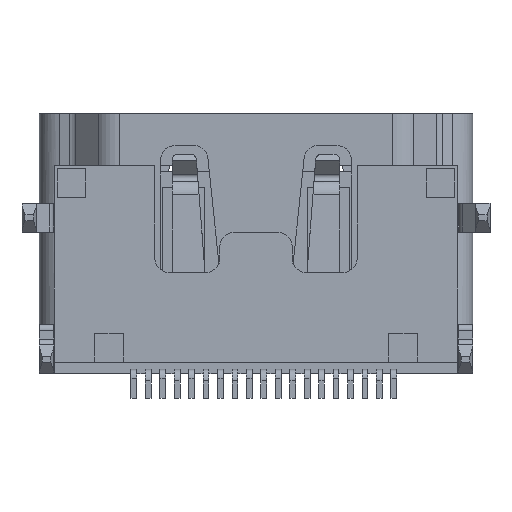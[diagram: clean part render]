
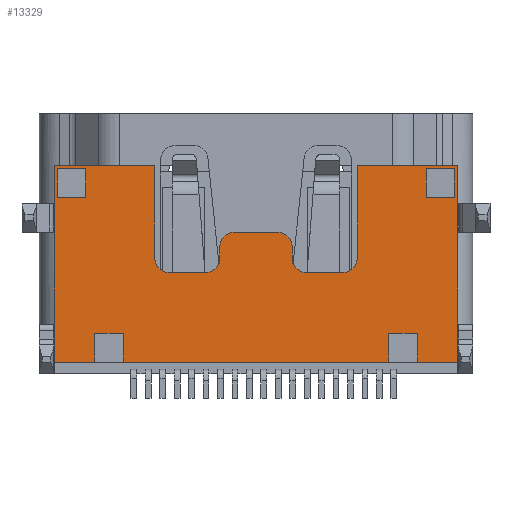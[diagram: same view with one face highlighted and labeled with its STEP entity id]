
A CAD part, front view. The second image highlights one B-rep face of the part: STEP entity #13329.
In plain terms, the highlighted planar face has unit normal (0, -1, 0).
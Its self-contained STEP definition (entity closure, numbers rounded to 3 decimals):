
#3505=DIRECTION('',(0.,0.,1.));
#3506=VECTOR('',#3505,6.8);
#3507=CARTESIAN_POINT('',(6.988,-3.2,-8.6));
#3508=LINE('',#3507,#3506);
#3521=DIRECTION('',(0.,0.,-1.));
#3522=VECTOR('',#3521,1.);
#3523=CARTESIAN_POINT('',(5.888,-3.2,-1.9));
#3524=LINE('',#3523,#3522);
#3525=DIRECTION('',(1.,0.,0.));
#3526=VECTOR('',#3525,1.);
#3527=CARTESIAN_POINT('',(5.888,-3.2,-2.9));
#3528=LINE('',#3527,#3526);
#3529=DIRECTION('',(0.,0.,1.));
#3530=VECTOR('',#3529,1.);
#3531=CARTESIAN_POINT('',(6.888,-3.2,-2.9));
#3532=LINE('',#3531,#3530);
#3533=DIRECTION('',(-1.,0.,0.));
#3534=VECTOR('',#3533,1.);
#3535=CARTESIAN_POINT('',(6.888,-3.2,-1.9));
#3536=LINE('',#3535,#3534);
#3537=DIRECTION('',(-1.,0.,0.));
#3538=VECTOR('',#3537,1.);
#3539=CARTESIAN_POINT('',(-5.888,-3.2,-1.9));
#3540=LINE('',#3539,#3538);
#3541=DIRECTION('',(0.,0.,-1.));
#3542=VECTOR('',#3541,1.);
#3543=CARTESIAN_POINT('',(-6.888,-3.2,-1.9));
#3544=LINE('',#3543,#3542);
#3545=DIRECTION('',(1.,0.,0.));
#3546=VECTOR('',#3545,1.);
#3547=CARTESIAN_POINT('',(-6.888,-3.2,-2.9));
#3548=LINE('',#3547,#3546);
#3549=DIRECTION('',(0.,0.,1.));
#3550=VECTOR('',#3549,1.);
#3551=CARTESIAN_POINT('',(-5.888,-3.2,-2.9));
#3552=LINE('',#3551,#3550);
#3553=DIRECTION('',(0.,0.,1.));
#3554=VECTOR('',#3553,1.);
#3555=CARTESIAN_POINT('',(-4.588,-3.2,-8.6));
#3556=LINE('',#3555,#3554);
#3557=DIRECTION('',(-1.,0.,0.));
#3558=VECTOR('',#3557,1.);
#3559=CARTESIAN_POINT('',(-4.588,-3.2,-7.6));
#3560=LINE('',#3559,#3558);
#3561=DIRECTION('',(0.,0.,1.));
#3562=VECTOR('',#3561,1.);
#3563=CARTESIAN_POINT('',(-5.588,-3.2,-8.6));
#3564=LINE('',#3563,#3562);
#3565=DIRECTION('',(1.,0.,0.));
#3566=VECTOR('',#3565,1.4);
#3567=CARTESIAN_POINT('',(-6.988,-3.2,-8.6));
#3568=LINE('',#3567,#3566);
#3569=DIRECTION('',(0.,0.,1.));
#3570=VECTOR('',#3569,6.8);
#3571=CARTESIAN_POINT('',(-6.988,-3.2,-8.6));
#3572=LINE('',#3571,#3570);
#3573=DIRECTION('',(0.,0.,-1.));
#3574=VECTOR('',#3573,3.2);
#3575=CARTESIAN_POINT('',(-3.5,-3.2,-1.8));
#3576=LINE('',#3575,#3574);
#3577=CARTESIAN_POINT('',(-3.,-3.2,-5.));
#3578=DIRECTION('',(0.,-1.,0.));
#3579=DIRECTION('',(-1.,0.,0.));
#3580=AXIS2_PLACEMENT_3D('',#3577,#3578,#3579);
#3582=DIRECTION('',(1.,0.,0.));
#3583=VECTOR('',#3582,1.25);
#3584=CARTESIAN_POINT('',(-3.,-3.2,-5.5));
#3585=LINE('',#3584,#3583);
#3586=CARTESIAN_POINT('',(-1.75,-3.2,-5.));
#3587=DIRECTION('',(0.,-1.,0.));
#3588=DIRECTION('',(0.,0.,-1.));
#3589=AXIS2_PLACEMENT_3D('',#3586,#3587,#3588);
#3591=DIRECTION('',(0.,0.,1.));
#3592=VECTOR('',#3591,0.4);
#3593=CARTESIAN_POINT('',(-1.25,-3.2,-5.));
#3594=LINE('',#3593,#3592);
#3595=CARTESIAN_POINT('',(-0.75,-3.2,-4.6));
#3596=DIRECTION('',(0.,-1.,0.));
#3597=DIRECTION('',(0.,0.,1.));
#3598=AXIS2_PLACEMENT_3D('',#3595,#3596,#3597);
#3600=DIRECTION('',(1.,0.,0.));
#3601=VECTOR('',#3600,1.5);
#3602=CARTESIAN_POINT('',(-0.75,-3.2,-4.1));
#3603=LINE('',#3602,#3601);
#3604=CARTESIAN_POINT('',(0.75,-3.2,-4.6));
#3605=DIRECTION('',(0.,-1.,0.));
#3606=DIRECTION('',(1.,0.,0.));
#3607=AXIS2_PLACEMENT_3D('',#3604,#3605,#3606);
#3609=DIRECTION('',(0.,0.,-1.));
#3610=VECTOR('',#3609,0.4);
#3611=CARTESIAN_POINT('',(1.25,-3.2,-4.6));
#3612=LINE('',#3611,#3610);
#3613=CARTESIAN_POINT('',(1.75,-3.2,-5.));
#3614=DIRECTION('',(0.,-1.,0.));
#3615=DIRECTION('',(-1.,0.,0.));
#3616=AXIS2_PLACEMENT_3D('',#3613,#3614,#3615);
#3618=DIRECTION('',(1.,0.,0.));
#3619=VECTOR('',#3618,1.25);
#3620=CARTESIAN_POINT('',(1.75,-3.2,-5.5));
#3621=LINE('',#3620,#3619);
#3622=CARTESIAN_POINT('',(3.,-3.2,-5.));
#3623=DIRECTION('',(0.,-1.,0.));
#3624=DIRECTION('',(0.,0.,-1.));
#3625=AXIS2_PLACEMENT_3D('',#3622,#3623,#3624);
#3627=DIRECTION('',(0.,0.,-1.));
#3628=VECTOR('',#3627,3.2);
#3629=CARTESIAN_POINT('',(3.5,-3.2,-1.8));
#3630=LINE('',#3629,#3628);
#3631=DIRECTION('',(1.,0.,0.));
#3632=VECTOR('',#3631,1.4);
#3633=CARTESIAN_POINT('',(5.588,-3.2,-8.6));
#3634=LINE('',#3633,#3632);
#3635=DIRECTION('',(0.,0.,1.));
#3636=VECTOR('',#3635,1.);
#3637=CARTESIAN_POINT('',(5.588,-3.2,-8.6));
#3638=LINE('',#3637,#3636);
#3639=DIRECTION('',(-1.,0.,0.));
#3640=VECTOR('',#3639,1.);
#3641=CARTESIAN_POINT('',(5.588,-3.2,-7.6));
#3642=LINE('',#3641,#3640);
#3643=DIRECTION('',(0.,0.,1.));
#3644=VECTOR('',#3643,1.);
#3645=CARTESIAN_POINT('',(4.588,-3.2,-8.6));
#3646=LINE('',#3645,#3644);
#3647=DIRECTION('',(1.,0.,0.));
#3648=VECTOR('',#3647,9.175);
#3649=CARTESIAN_POINT('',(-4.588,-3.2,-8.6));
#3650=LINE('',#3649,#3648);
#3775=DIRECTION('',(1.,0.,0.));
#3776=VECTOR('',#3775,3.488);
#3777=CARTESIAN_POINT('',(-6.988,-3.2,-1.8));
#3778=LINE('',#3777,#3776);
#3835=DIRECTION('',(1.,0.,0.));
#3836=VECTOR('',#3835,3.488);
#3837=CARTESIAN_POINT('',(3.5,-3.2,-1.8));
#3838=LINE('',#3837,#3836);
#7731=CARTESIAN_POINT('',(-6.988,-3.2,-1.8));
#7733=VERTEX_POINT('',#7731);
#7734=CARTESIAN_POINT('',(6.988,-3.2,-1.8));
#7736=VERTEX_POINT('',#7734);
#7786=CARTESIAN_POINT('',(-3.5,-3.2,-1.8));
#7788=VERTEX_POINT('',#7786);
#7790=CARTESIAN_POINT('',(3.5,-3.2,-1.8));
#7792=VERTEX_POINT('',#7790);
#7794=CARTESIAN_POINT('',(-3.5,-3.2,-5.));
#7796=VERTEX_POINT('',#7794);
#7798=CARTESIAN_POINT('',(-3.,-3.2,-5.5));
#7800=VERTEX_POINT('',#7798);
#7802=CARTESIAN_POINT('',(-1.75,-3.2,-5.5));
#7804=VERTEX_POINT('',#7802);
#7806=CARTESIAN_POINT('',(-0.75,-3.2,-4.1));
#7808=VERTEX_POINT('',#7806);
#7810=CARTESIAN_POINT('',(0.75,-3.2,-4.1));
#7812=VERTEX_POINT('',#7810);
#7814=CARTESIAN_POINT('',(1.75,-3.2,-5.5));
#7816=VERTEX_POINT('',#7814);
#7818=CARTESIAN_POINT('',(3.,-3.2,-5.5));
#7820=VERTEX_POINT('',#7818);
#7822=CARTESIAN_POINT('',(3.5,-3.2,-5.));
#7824=VERTEX_POINT('',#7822);
#7842=CARTESIAN_POINT('',(5.888,-3.2,-1.9));
#7843=VERTEX_POINT('',#7842);
#7844=CARTESIAN_POINT('',(5.888,-3.2,-2.9));
#7845=VERTEX_POINT('',#7844);
#7846=CARTESIAN_POINT('',(6.888,-3.2,-2.9));
#7847=VERTEX_POINT('',#7846);
#7848=CARTESIAN_POINT('',(6.888,-3.2,-1.9));
#7849=VERTEX_POINT('',#7848);
#7850=CARTESIAN_POINT('',(-5.888,-3.2,-1.9));
#7851=VERTEX_POINT('',#7850);
#7852=CARTESIAN_POINT('',(-6.888,-3.2,-1.9));
#7853=VERTEX_POINT('',#7852);
#7854=CARTESIAN_POINT('',(-6.888,-3.2,-2.9));
#7855=VERTEX_POINT('',#7854);
#7856=CARTESIAN_POINT('',(-5.888,-3.2,-2.9));
#7857=VERTEX_POINT('',#7856);
#7878=CARTESIAN_POINT('',(-4.588,-3.2,-8.6));
#7879=VERTEX_POINT('',#7878);
#7880=CARTESIAN_POINT('',(-4.588,-3.2,-7.6));
#7881=VERTEX_POINT('',#7880);
#7882=CARTESIAN_POINT('',(-5.588,-3.2,-7.6));
#7883=VERTEX_POINT('',#7882);
#7884=CARTESIAN_POINT('',(-5.588,-3.2,-8.6));
#7885=VERTEX_POINT('',#7884);
#7886=CARTESIAN_POINT('',(4.588,-3.2,-8.6));
#7887=VERTEX_POINT('',#7886);
#7888=CARTESIAN_POINT('',(5.588,-3.2,-8.6));
#7889=VERTEX_POINT('',#7888);
#7890=CARTESIAN_POINT('',(5.588,-3.2,-7.6));
#7891=VERTEX_POINT('',#7890);
#7892=CARTESIAN_POINT('',(4.588,-3.2,-7.6));
#7893=VERTEX_POINT('',#7892);
#8702=CARTESIAN_POINT('',(-1.25,-3.2,-4.6));
#8703=VERTEX_POINT('',#8702);
#8704=CARTESIAN_POINT('',(1.25,-3.2,-4.6));
#8705=VERTEX_POINT('',#8704);
#8708=CARTESIAN_POINT('',(-6.988,-3.2,-8.6));
#8709=VERTEX_POINT('',#8708);
#8712=CARTESIAN_POINT('',(6.988,-3.2,-8.6));
#8713=VERTEX_POINT('',#8712);
#8832=CARTESIAN_POINT('',(-1.25,-3.2,-5.));
#8833=VERTEX_POINT('',#8832);
#8834=CARTESIAN_POINT('',(1.25,-3.2,-5.));
#8835=VERTEX_POINT('',#8834);
#13255=CARTESIAN_POINT('',(-6.988,-3.2,-9.));
#13256=DIRECTION('',(0.,-1.,0.));
#13257=DIRECTION('',(1.,0.,0.));
#13258=AXIS2_PLACEMENT_3D('',#13255,#13256,#13257);
#13259=PLANE('',#13258);
#13261=ORIENTED_EDGE('',*,*,#13260,.T.);
#13263=ORIENTED_EDGE('',*,*,#13262,.T.);
#13265=ORIENTED_EDGE('',*,*,#13264,.F.);
#13266=ORIENTED_EDGE('',*,*,#13244,.F.);
#13267=ORIENTED_EDGE('',*,*,#10327,.T.);
#13269=ORIENTED_EDGE('',*,*,#13268,.T.);
#13271=ORIENTED_EDGE('',*,*,#13270,.T.);
#13273=ORIENTED_EDGE('',*,*,#13272,.T.);
#13275=ORIENTED_EDGE('',*,*,#13274,.T.);
#13277=ORIENTED_EDGE('',*,*,#13276,.T.);
#13279=ORIENTED_EDGE('',*,*,#13278,.T.);
#13281=ORIENTED_EDGE('',*,*,#13280,.F.);
#13283=ORIENTED_EDGE('',*,*,#13282,.T.);
#13285=ORIENTED_EDGE('',*,*,#13284,.F.);
#13287=ORIENTED_EDGE('',*,*,#13286,.T.);
#13289=ORIENTED_EDGE('',*,*,#13288,.T.);
#13291=ORIENTED_EDGE('',*,*,#13290,.T.);
#13293=ORIENTED_EDGE('',*,*,#13292,.T.);
#13295=ORIENTED_EDGE('',*,*,#13294,.F.);
#13297=ORIENTED_EDGE('',*,*,#13296,.T.);
#13298=ORIENTED_EDGE('',*,*,#13214,.F.);
#13299=ORIENTED_EDGE('',*,*,#13239,.F.);
#13301=ORIENTED_EDGE('',*,*,#13300,.T.);
#13303=ORIENTED_EDGE('',*,*,#13302,.T.);
#13305=ORIENTED_EDGE('',*,*,#13304,.F.);
#13306=ORIENTED_EDGE('',*,*,#13231,.F.);
#13307=EDGE_LOOP('',(#13261,#13263,#13265,#13266,#13267,#13269,#13271,#13273,
#13275,#13277,#13279,#13281,#13283,#13285,#13287,#13289,#13291,#13293,#13295,
#13297,#13298,#13299,#13301,#13303,#13305,#13306));
#13308=FACE_OUTER_BOUND('',#13307,.F.);
#13310=ORIENTED_EDGE('',*,*,#13309,.T.);
#13312=ORIENTED_EDGE('',*,*,#13311,.T.);
#13314=ORIENTED_EDGE('',*,*,#13313,.T.);
#13316=ORIENTED_EDGE('',*,*,#13315,.T.);
#13317=EDGE_LOOP('',(#13310,#13312,#13314,#13316));
#13318=FACE_BOUND('',#13317,.F.);
#13320=ORIENTED_EDGE('',*,*,#13319,.T.);
#13322=ORIENTED_EDGE('',*,*,#13321,.T.);
#13324=ORIENTED_EDGE('',*,*,#13323,.T.);
#13326=ORIENTED_EDGE('',*,*,#13325,.T.);
#13327=EDGE_LOOP('',(#13320,#13322,#13324,#13326));
#13328=FACE_BOUND('',#13327,.F.);
#13329=ADVANCED_FACE('',(#13308,#13318,#13328),#13259,.T.);
#3581=CIRCLE('',#3580,0.5);
#3590=CIRCLE('',#3589,0.5);
#3599=CIRCLE('',#3598,0.5);
#3608=CIRCLE('',#3607,0.5);
#3617=CIRCLE('',#3616,0.5);
#3626=CIRCLE('',#3625,0.5);
#10327=EDGE_CURVE('',#8709,#7733,#3572,.T.);
#13214=EDGE_CURVE('',#8713,#7736,#3508,.T.);
#13231=EDGE_CURVE('',#7879,#7887,#3650,.T.);
#13239=EDGE_CURVE('',#7889,#8713,#3634,.T.);
#13244=EDGE_CURVE('',#8709,#7885,#3568,.T.);
#13260=EDGE_CURVE('',#7879,#7881,#3556,.T.);
#13262=EDGE_CURVE('',#7881,#7883,#3560,.T.);
#13264=EDGE_CURVE('',#7885,#7883,#3564,.T.);
#13268=EDGE_CURVE('',#7733,#7788,#3778,.T.);
#13270=EDGE_CURVE('',#7788,#7796,#3576,.T.);
#13272=EDGE_CURVE('',#7796,#7800,#3581,.T.);
#13274=EDGE_CURVE('',#7800,#7804,#3585,.T.);
#13276=EDGE_CURVE('',#7804,#8833,#3590,.T.);
#13278=EDGE_CURVE('',#8833,#8703,#3594,.T.);
#13280=EDGE_CURVE('',#7808,#8703,#3599,.T.);
#13282=EDGE_CURVE('',#7808,#7812,#3603,.T.);
#13284=EDGE_CURVE('',#8705,#7812,#3608,.T.);
#13286=EDGE_CURVE('',#8705,#8835,#3612,.T.);
#13288=EDGE_CURVE('',#8835,#7816,#3617,.T.);
#13290=EDGE_CURVE('',#7816,#7820,#3621,.T.);
#13292=EDGE_CURVE('',#7820,#7824,#3626,.T.);
#13294=EDGE_CURVE('',#7792,#7824,#3630,.T.);
#13296=EDGE_CURVE('',#7792,#7736,#3838,.T.);
#13300=EDGE_CURVE('',#7889,#7891,#3638,.T.);
#13302=EDGE_CURVE('',#7891,#7893,#3642,.T.);
#13304=EDGE_CURVE('',#7887,#7893,#3646,.T.);
#13309=EDGE_CURVE('',#7843,#7845,#3524,.T.);
#13311=EDGE_CURVE('',#7845,#7847,#3528,.T.);
#13313=EDGE_CURVE('',#7847,#7849,#3532,.T.);
#13315=EDGE_CURVE('',#7849,#7843,#3536,.T.);
#13319=EDGE_CURVE('',#7851,#7853,#3540,.T.);
#13321=EDGE_CURVE('',#7853,#7855,#3544,.T.);
#13323=EDGE_CURVE('',#7855,#7857,#3548,.T.);
#13325=EDGE_CURVE('',#7857,#7851,#3552,.T.);
